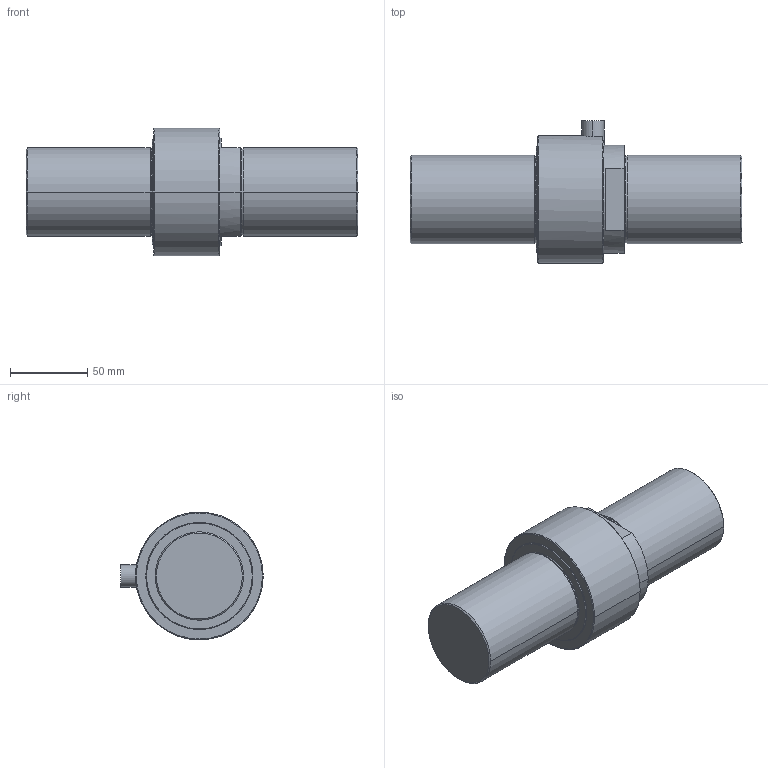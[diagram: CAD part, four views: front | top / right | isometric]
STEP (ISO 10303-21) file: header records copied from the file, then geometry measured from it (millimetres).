
FILE_DESCRIPTION (( 'STEP AP203' ), '1' );
FILE_NAME ('LC-200.STEP', '2023-05-10T13:31:34', ( '' ), ( '' ), 'SwSTEP 2.0', 'SolidWorks 2022', '' );
FILE_SCHEMA (( 'CONFIG_CONTROL_DESIGN' ));
Length unit declared in the file: inch
Products named in the file (1): LC-200
Bounding box: 214.6 x 92.07 x 82.55 mm (x, y, z)
Volume: 683582.1 mm3; surface area: 53956.7 mm2
Topology: 1 solids, 1 shells, 51 faces, 115 edges, 71 vertices
Faces by surface type: cone 16, plane 16, cylinder 15, torus 4
Entity records: 1569 total; most frequent: CARTESIAN_POINT 315, DIRECTION 269, ORIENTED_EDGE 230, EDGE_CURVE 115, AXIS2_PLACEMENT_3D 112, VERTEX_POINT 71, CIRCLE 60, EDGE_LOOP 56
